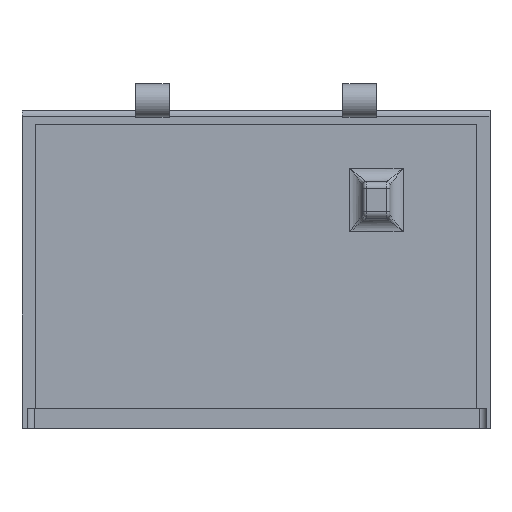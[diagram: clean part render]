
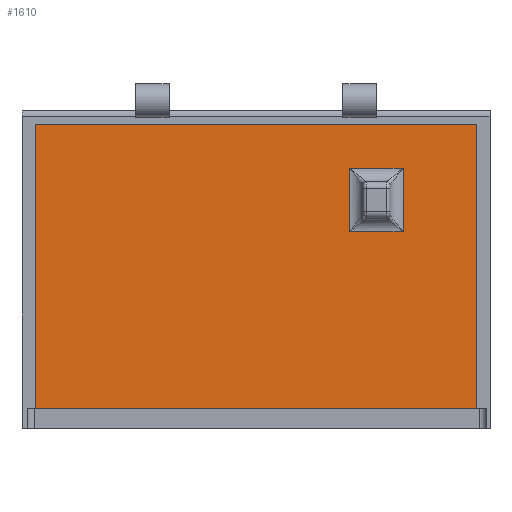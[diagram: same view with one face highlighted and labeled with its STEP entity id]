
A CAD part, front view. The second image highlights one B-rep face of the part: STEP entity #1610.
In plain terms, the highlighted planar face has unit normal (0, -1, 0).
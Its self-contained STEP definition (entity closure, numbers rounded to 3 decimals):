
#41 = LINE ( 'NONE', #1875, #1337 ) ;
#306 = VERTEX_POINT ( 'NONE', #1655 ) ;
#314 = FACE_OUTER_BOUND ( 'NONE', #2870, .T. ) ;
#317 = DIRECTION ( 'NONE',  ( -1., 0., 0. ) ) ;
#344 = VERTEX_POINT ( 'NONE', #1127 ) ;
#353 = VECTOR ( 'NONE', #3080, 1000. ) ;
#384 = EDGE_CURVE ( 'NONE', #2908, #2935, #1750, .T. ) ;
#432 = CARTESIAN_POINT ( 'NONE',  ( -33., -0.103, -23.75 ) ) ;
#490 = ORIENTED_EDGE ( 'NONE', *, *, #1763, .T. ) ;
#505 = CARTESIAN_POINT ( 'NONE',  ( 33., -0.103, -23.75 ) ) ;
#558 = CARTESIAN_POINT ( 'NONE',  ( 14., -0.103, 15.15 ) ) ;
#735 = CARTESIAN_POINT ( 'NONE',  ( 22., -0.103, 7.65 ) ) ;
#744 = DIRECTION ( 'NONE',  ( -1., 0., 0. ) ) ;
#774 = LINE ( 'NONE', #3137, #353 ) ;
#886 = DIRECTION ( 'NONE',  ( -1., 0., 0. ) ) ;
#946 = ORIENTED_EDGE ( 'NONE', *, *, #1455, .T. ) ;
#985 = LINE ( 'NONE', #3326, #3415 ) ;
#1127 = CARTESIAN_POINT ( 'NONE',  ( -33., -0.103, 21.75 ) ) ;
#1140 = EDGE_CURVE ( 'NONE', #306, #2238, #774, .T. ) ;
#1200 = ORIENTED_EDGE ( 'NONE', *, *, #1821, .F. ) ;
#1273 = AXIS2_PLACEMENT_3D ( 'NONE', #2963, #1539, #2352 ) ;
#1295 = PLANE ( 'NONE',  #1273 ) ;
#1310 = ORIENTED_EDGE ( 'NONE', *, *, #2409, .T. ) ;
#1337 = VECTOR ( 'NONE', #317, 1000. ) ;
#1345 = EDGE_CURVE ( 'NONE', #2095, #344, #1698, .T. ) ;
#1413 = VERTEX_POINT ( 'NONE', #1736 ) ;
#1455 = EDGE_CURVE ( 'NONE', #1413, #344, #41, .T. ) ;
#1461 = DIRECTION ( 'NONE',  ( 0., 0., 1. ) ) ;
#1539 = DIRECTION ( 'NONE',  ( 0., -1., 0. ) ) ;
#1555 = VECTOR ( 'NONE', #1461, 1000. ) ;
#1587 = FACE_BOUND ( 'NONE', #3363, .T. ) ;
#1610 = ADVANCED_FACE ( 'NONE', ( #1587, #314 ), #1295, .T. ) ;
#1621 = ORIENTED_EDGE ( 'NONE', *, *, #1140, .T. ) ;
#1626 = LINE ( 'NONE', #2442, #1938 ) ;
#1655 = CARTESIAN_POINT ( 'NONE',  ( 14., -0.103, 5.65 ) ) ;
#1668 = DIRECTION ( 'NONE',  ( 1., 0., 0. ) ) ;
#1698 = LINE ( 'NONE', #432, #1555 ) ;
#1732 = CARTESIAN_POINT ( 'NONE',  ( 33., -0.103, -20.75 ) ) ;
#1736 = CARTESIAN_POINT ( 'NONE',  ( 33., -0.103, 21.75 ) ) ;
#1750 = LINE ( 'NONE', #735, #2318 ) ;
#1763 = EDGE_CURVE ( 'NONE', #2238, #2908, #1626, .T. ) ;
#1805 = LINE ( 'NONE', #505, #2382 ) ;
#1821 = EDGE_CURVE ( 'NONE', #3159, #2095, #985, .T. ) ;
#1875 = CARTESIAN_POINT ( 'NONE',  ( -33., -0.103, 21.75 ) ) ;
#1938 = VECTOR ( 'NONE', #1668, 1000. ) ;
#2095 = VERTEX_POINT ( 'NONE', #2845 ) ;
#2238 = VERTEX_POINT ( 'NONE', #558 ) ;
#2318 = VECTOR ( 'NONE', #3154, 1000. ) ;
#2349 = ORIENTED_EDGE ( 'NONE', *, *, #384, .T. ) ;
#2352 = DIRECTION ( 'NONE',  ( 1., 0., 0. ) ) ;
#2382 = VECTOR ( 'NONE', #2606, 1000. ) ;
#2409 = EDGE_CURVE ( 'NONE', #2935, #306, #3277, .T. ) ;
#2442 = CARTESIAN_POINT ( 'NONE',  ( 20., -0.103, 15.15 ) ) ;
#2593 = ORIENTED_EDGE ( 'NONE', *, *, #2708, .T. ) ;
#2606 = DIRECTION ( 'NONE',  ( 0., 0., 1. ) ) ;
#2708 = EDGE_CURVE ( 'NONE', #3159, #1413, #1805, .T. ) ;
#2760 = CARTESIAN_POINT ( 'NONE',  ( 16., -0.103, 5.65 ) ) ;
#2845 = CARTESIAN_POINT ( 'NONE',  ( -33., -0.103, -20.75 ) ) ;
#2870 = EDGE_LOOP ( 'NONE', ( #1200, #2593, #946, #3380 ) ) ;
#2908 = VERTEX_POINT ( 'NONE', #3038 ) ;
#2935 = VERTEX_POINT ( 'NONE', #3242 ) ;
#2963 = CARTESIAN_POINT ( 'NONE',  ( -33., -0.103, -23.75 ) ) ;
#3038 = CARTESIAN_POINT ( 'NONE',  ( 22., -0.103, 15.15 ) ) ;
#3080 = DIRECTION ( 'NONE',  ( 0., 0., 1. ) ) ;
#3137 = CARTESIAN_POINT ( 'NONE',  ( 14., -0.103, -23.75 ) ) ;
#3154 = DIRECTION ( 'NONE',  ( 0., 0., -1. ) ) ;
#3159 = VERTEX_POINT ( 'NONE', #1732 ) ;
#3242 = CARTESIAN_POINT ( 'NONE',  ( 22., -0.103, 5.65 ) ) ;
#3257 = VECTOR ( 'NONE', #886, 1000. ) ;
#3277 = LINE ( 'NONE', #2760, #3257 ) ;
#3326 = CARTESIAN_POINT ( 'NONE',  ( -33., -0.103, -20.75 ) ) ;
#3363 = EDGE_LOOP ( 'NONE', ( #490, #2349, #1310, #1621 ) ) ;
#3380 = ORIENTED_EDGE ( 'NONE', *, *, #1345, .F. ) ;
#3415 = VECTOR ( 'NONE', #744, 1000. ) ;
